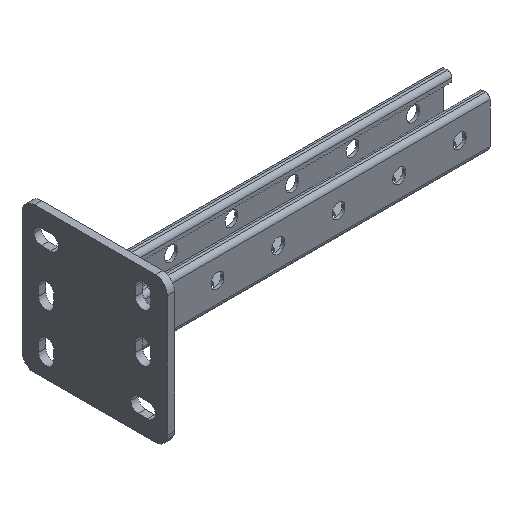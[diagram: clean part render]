
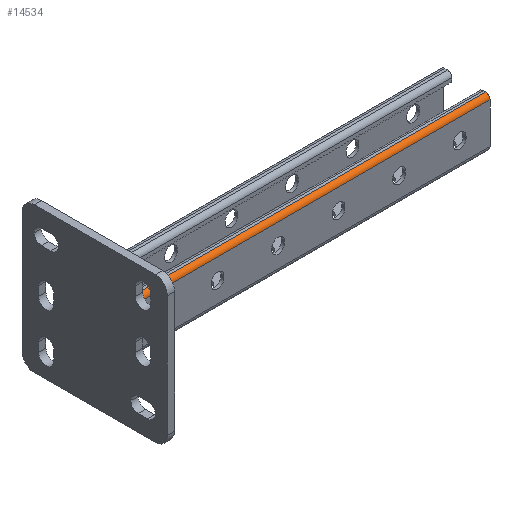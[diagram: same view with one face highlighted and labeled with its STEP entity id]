
A CAD part, isometric view. The second image highlights one B-rep face of the part: STEP entity #14534.
In plain terms, the highlighted cylindrical face has radius 3.75 mm (diameter 7.5 mm), a partial arc.
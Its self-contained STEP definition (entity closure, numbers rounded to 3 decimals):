
#228 = CARTESIAN_POINT ( 'NONE',  ( 16.75, 41., -150. ) ) ;
#543 = LINE ( 'NONE', #228, #15321 ) ;
#620 = AXIS2_PLACEMENT_3D ( 'NONE', #1499, #4490, #14604 ) ;
#1135 = VERTEX_POINT ( 'NONE', #19746 ) ;
#1464 = DIRECTION ( 'NONE',  ( 0., 0., 1. ) ) ;
#1499 = CARTESIAN_POINT ( 'NONE',  ( 16.75, 37.25, -150. ) ) ;
#2332 = CARTESIAN_POINT ( 'NONE',  ( 16.75, 37.25, -300. ) ) ;
#2900 = CYLINDRICAL_SURFACE ( 'NONE', #620, 3.75 ) ;
#3656 = VECTOR ( 'NONE', #3928, 1000. ) ;
#3928 = DIRECTION ( 'NONE',  ( 0., 0., 1. ) ) ;
#4002 = ORIENTED_EDGE ( 'NONE', *, *, #14897, .F. ) ;
#4490 = DIRECTION ( 'NONE',  ( 0., 0., 1. ) ) ;
#5390 = VERTEX_POINT ( 'NONE', #11005 ) ;
#5456 = CARTESIAN_POINT ( 'NONE',  ( 20.5, 37.25, 0. ) ) ;
#5827 = CARTESIAN_POINT ( 'NONE',  ( 20.5, 37.25, -150. ) ) ;
#6481 = ORIENTED_EDGE ( 'NONE', *, *, #10108, .T. ) ;
#6645 = EDGE_CURVE ( 'NONE', #15406, #1135, #12939, .T. ) ;
#9002 = LINE ( 'NONE', #5827, #3656 ) ;
#10108 = EDGE_CURVE ( 'NONE', #5390, #1135, #543, .T. ) ;
#10277 = DIRECTION ( 'NONE',  ( 0., 0., 1. ) ) ;
#10708 = EDGE_LOOP ( 'NONE', ( #11776, #4002, #14340, #6481 ) ) ;
#10881 = AXIS2_PLACEMENT_3D ( 'NONE', #20975, #1464, #16287 ) ;
#10891 = CIRCLE ( 'NONE', #19154, 3.75 ) ;
#11005 = CARTESIAN_POINT ( 'NONE',  ( 16.75, 41., -300. ) ) ;
#11776 = ORIENTED_EDGE ( 'NONE', *, *, #6645, .F. ) ;
#12939 = CIRCLE ( 'NONE', #10881, 3.75 ) ;
#13210 = CARTESIAN_POINT ( 'NONE',  ( 20.5, 37.25, -300. ) ) ;
#13993 = VERTEX_POINT ( 'NONE', #13210 ) ;
#14340 = ORIENTED_EDGE ( 'NONE', *, *, #15399, .T. ) ;
#14534 = ADVANCED_FACE ( 'NONE', ( #20990 ), #2900, .T. ) ;
#14604 = DIRECTION ( 'NONE',  ( -1., 0., 0. ) ) ;
#14897 = EDGE_CURVE ( 'NONE', #13993, #15406, #9002, .T. ) ;
#15321 = VECTOR ( 'NONE', #10277, 1000. ) ;
#15399 = EDGE_CURVE ( 'NONE', #13993, #5390, #10891, .T. ) ;
#15406 = VERTEX_POINT ( 'NONE', #5456 ) ;
#16287 = DIRECTION ( 'NONE',  ( -1., 0., 0. ) ) ;
#16901 = DIRECTION ( 'NONE',  ( -1., 0., 0. ) ) ;
#19154 = AXIS2_PLACEMENT_3D ( 'NONE', #2332, #20121, #16901 ) ;
#19746 = CARTESIAN_POINT ( 'NONE',  ( 16.75, 41., 0. ) ) ;
#20121 = DIRECTION ( 'NONE',  ( 0., 0., 1. ) ) ;
#20975 = CARTESIAN_POINT ( 'NONE',  ( 16.75, 37.25, 0. ) ) ;
#20990 = FACE_OUTER_BOUND ( 'NONE', #10708, .T. ) ;
